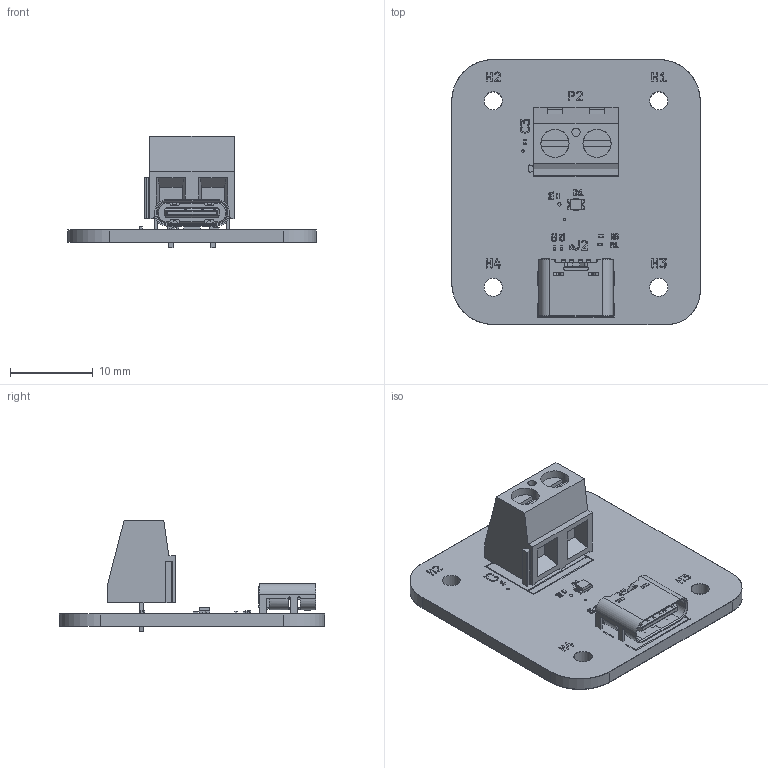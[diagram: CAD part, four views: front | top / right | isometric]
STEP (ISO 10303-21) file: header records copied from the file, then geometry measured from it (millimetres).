
FILE_DESCRIPTION(('KiCad electronic assembly'),'2;1');
FILE_NAME('USB-C Power Supply.step','2025-10-14T20:51:05',('Pcbnew'),( 'Kicad'),'Open CASCADE STEP processor 7.9','KiCad to STEP converter' ,'Unknown');
FILE_SCHEMA(('AUTOMOTIVE_DESIGN { 1 0 10303 214 1 1 1 1 }'));
Length unit declared in the file: millimetre
Products named in the file (13): USB-C Power Supply 1; R_0201_0603Metric; 282837-2; 597-3305-607F; 2171750001; SOLID; COMPOUND; C_0201_0603Metric; USB-C Power Supply_silkscreen; USB-C Power Supply_soldermask; USB-C Power Supply_PCB
Assembly tree (16 placements, depth 3):
  USB-C Power Supply 1
    R_0201_0603Metric  x3
    282837-2
    597-3305-607F
    2171750001
      SOLID
      SOLID
      COMPOUND
    C_0201_0603Metric  x3
    USB-C Power Supply_silkscreen
    USB-C Power Supply_soldermask
    USB-C Power Supply_soldermask
    USB-C Power Supply_PCB
Bounding box: 30 x 32 x 13.5 mm (x, y, z)
Volume: 2113.7 mm3; surface area: 5030.9 mm2
Topology: 17 solids, 70 shells, 1225 faces, 3878 edges, 2831 vertices
Faces by surface type: plane 897, cylinder 302, cone 18, torus 8
Full cylindrical faces by diameter (mm): 0.3 x5, 1.1 x2, 2.2 x4
Entity records: 41104 total; most frequent: CARTESIAN_POINT 8111, ORIENTED_EDGE 6484, DIRECTION 6366, EDGE_CURVE 3542, LINE 2802, VECTOR 2802, VERTEX_POINT 2535, AXIS2_PLACEMENT_3D 1782
